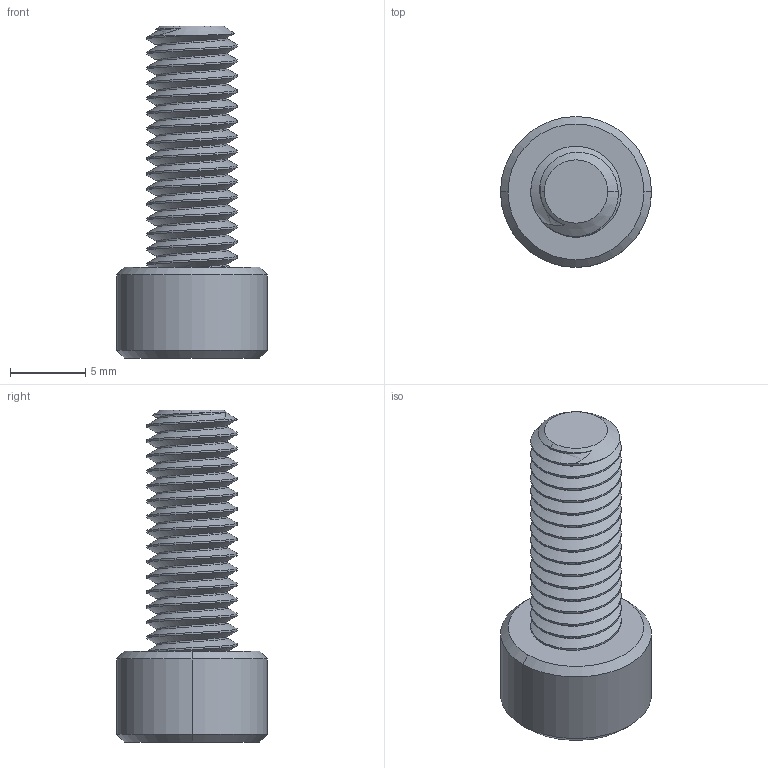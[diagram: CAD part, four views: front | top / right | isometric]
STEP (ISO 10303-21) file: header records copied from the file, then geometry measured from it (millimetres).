
FILE_DESCRIPTION (( 'STEP AP203' ), '1' );
FILE_NAME ('90035A123_High-Strength A286 Stainless Steel Socket Head Screw.STEP', '2021-07-09T21:32:59', ( 'Administrator' ), ( 'Managed by Terraform' ), 'SwSTEP 2.0', 'SolidWorks 2017', '' );
FILE_SCHEMA (( 'CONFIG_CONTROL_DESIGN' ));
Length unit declared in the file: millimetre
Products named in the file (1): 90035A123_High-Strength A286 Stainless Steel Socket Head Screw
Bounding box: 10 x 10 x 22 mm (x, y, z)
Volume: 741.9 mm3; surface area: 849.8 mm2
Topology: 1 solids, 1 shells, 92 faces, 248 edges, 160 vertices
Faces by surface type: cylinder 67, cone 13, plane 10, bspline 2
Entity records: 4569 total; most frequent: CARTESIAN_POINT 2592, ORIENTED_EDGE 496, DIRECTION 308, EDGE_CURVE 248, VERTEX_POINT 160, AXIS2_PLACEMENT_3D 112, EDGE_LOOP 94, FACE_OUTER_BOUND 92
